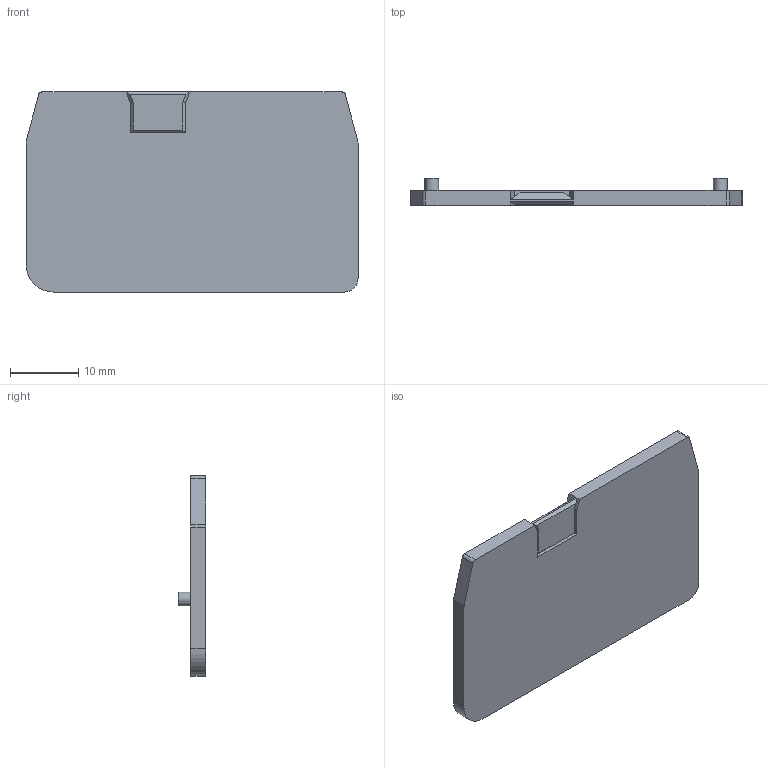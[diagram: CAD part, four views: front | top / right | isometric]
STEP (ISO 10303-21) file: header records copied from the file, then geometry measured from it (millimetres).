
FILE_DESCRIPTION( ( 'Unknown' ), '1' );
FILE_NAME( '零件1.stp', 'Unknown', ( 'Unknown' ), ( 'Unknown' ), 'XStep 1.0', 'Unknown', ' ' );
FILE_SCHEMA( ( 'automotive_design' ) );
Length unit declared in the file: millimetre
Products named in the file (1): DD-ST2.5-D1-FILLED
Bounding box: 48.8 x 4 x 29.4 mm (x, y, z)
Volume: 3086.2 mm3; surface area: 3221 mm2
Topology: 1 solids, 1 shells, 42 faces, 102 edges, 64 vertices
Faces by surface type: plane 36, cylinder 6
Full cylindrical faces by diameter (mm): 2 x2
Entity records: 1544 total; most frequent: CARTESIAN_POINT 207, ORIENTED_EDGE 200, DIRECTION 198, EDGE_CURVE 100, LINE 88, VECTOR 88, VERTEX_POINT 64, AXIS2_PLACEMENT_3D 55
